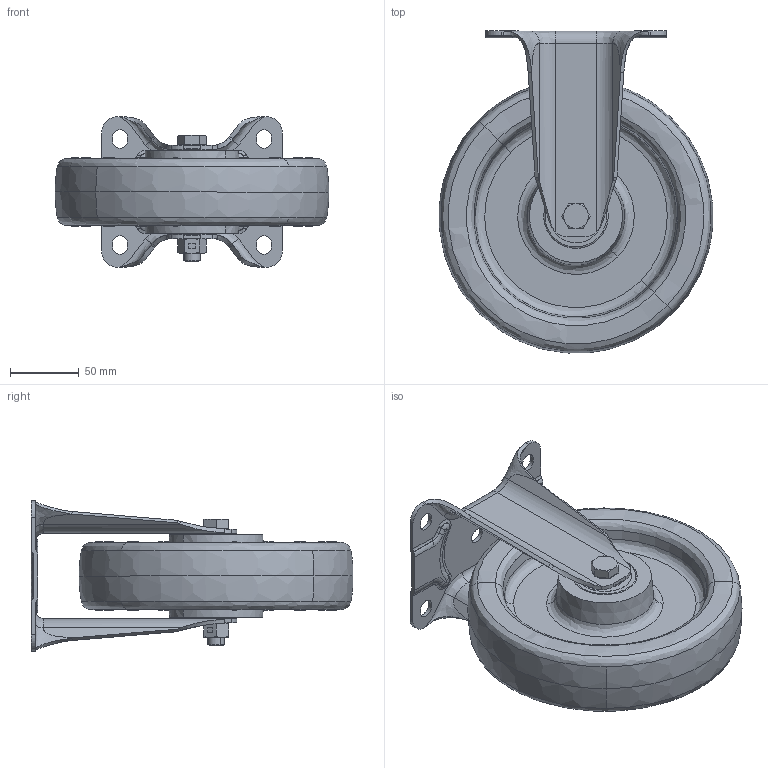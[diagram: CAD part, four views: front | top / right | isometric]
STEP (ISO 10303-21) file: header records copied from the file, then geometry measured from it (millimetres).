
FILE_DESCRIPTION (( 'STEP AP214' ), '1' );
FILE_NAME ('0055976.step', '2023-07-25T06:48:44', ( '' ), ( '' ), 'SwSTEP 2.0', 'SolidWorks 2020', '' );
FILE_SCHEMA (( 'AUTOMOTIVE_DESIGN' ));
Length unit declared in the file: millimetre
Products named in the file (1): 0055976
Bounding box: 199.39 x 234.76 x 110 mm (x, y, z)
Volume: 1123510.4 mm3; surface area: 220319.1 mm2
Topology: 17 solids, 17 shells, 456 faces, 1022 edges, 606 vertices
Faces by surface type: bspline 132, plane 118, cylinder 116, cone 48, torus 42
Entity records: 29815 total; most frequent: CARTESIAN_POINT 15060, ORIENTED_EDGE 2044, DIRECTION 1894, EDGE_CURVE 1022, AXIS2_PLACEMENT_3D 766, VERTEX_POINT 606, EDGE_LOOP 506, UNCERTAINTY_MEASURE_WITH_UNIT 475
